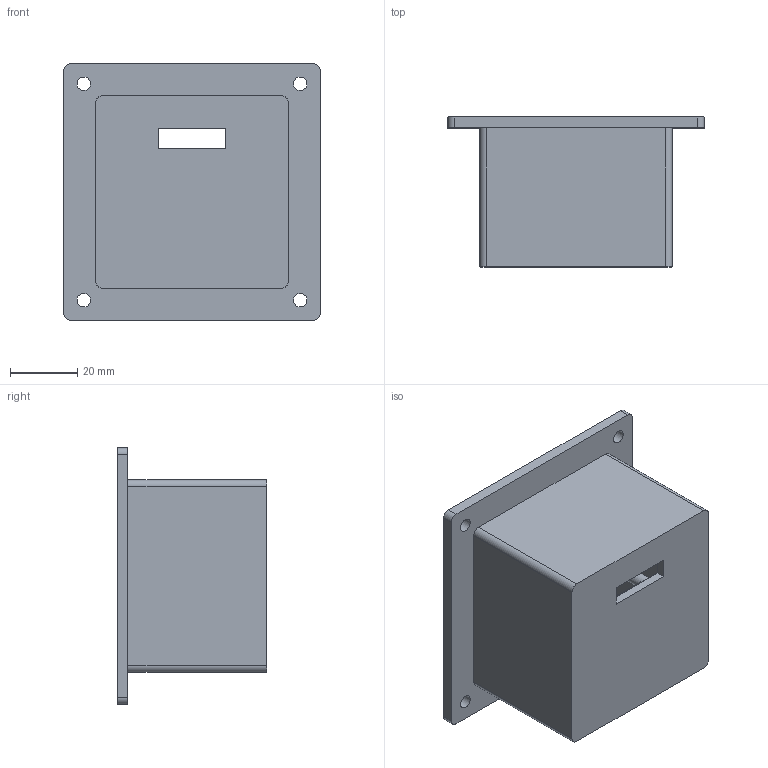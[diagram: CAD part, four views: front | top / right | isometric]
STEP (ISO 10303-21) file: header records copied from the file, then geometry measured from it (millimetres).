
FILE_DESCRIPTION(/* description */ (''),/* implementation_level */ '2;1');
FILE_NAME(/* name */ 'ToF whammy bar enclosure v3.step',/* time_stamp */ '2022-07-12T22:15:14-06:00',/* author */ (''),/* organization */ (''),/* preprocessor_version */ 'ST-DEVELOPER v19',/* originating_system */ 'Autodesk Translation Framework v11.7.0.108',/* authorisation */ '');
FILE_SCHEMA (('AUTOMOTIVE_DESIGN { 1 0 10303 214 3 1 1 }'));
Length unit declared in the file: millimetre
Products named in the file (1): ToF whammy bar enclosure
Bounding box: 76.2 x 44.45 x 76.2 mm (x, y, z)
Volume: 64917.2 mm3; surface area: 31647.5 mm2
Topology: 1 solids, 1 shells, 69 faces, 156 edges, 100 vertices
Faces by surface type: plane 37, cylinder 24, cone 4, torus 4
Full cylindrical faces by diameter (mm): 2.1 x4, 4 x8
Entity records: 1994 total; most frequent: DIRECTION 356, CARTESIAN_POINT 326, ORIENTED_EDGE 312, EDGE_CURVE 156, AXIS2_PLACEMENT_3D 130, VERTEX_POINT 100, LINE 96, VECTOR 96
